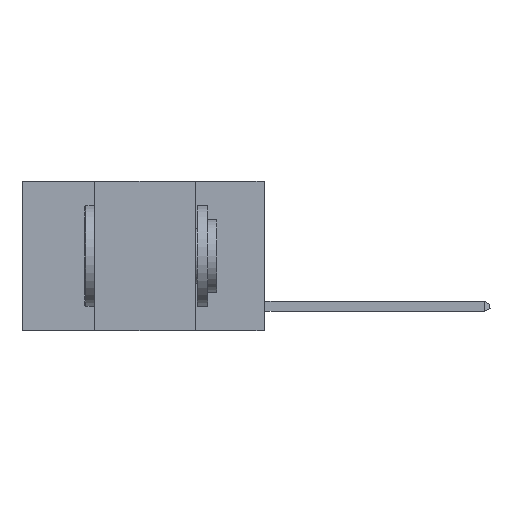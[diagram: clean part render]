
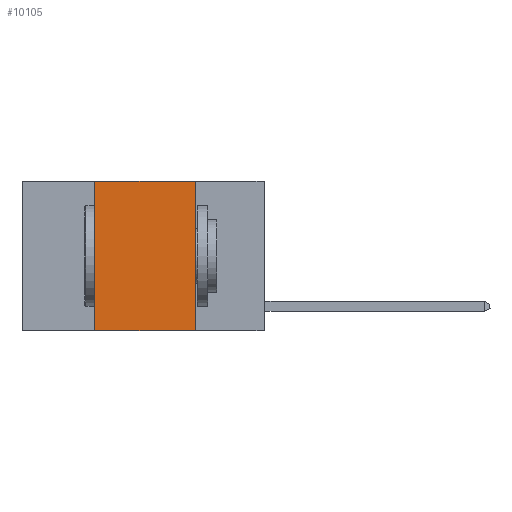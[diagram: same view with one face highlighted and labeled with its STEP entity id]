
A CAD part, left-side view. The second image highlights one B-rep face of the part: STEP entity #10105.
In plain terms, the highlighted planar face has unit normal (-1, 0, 0).
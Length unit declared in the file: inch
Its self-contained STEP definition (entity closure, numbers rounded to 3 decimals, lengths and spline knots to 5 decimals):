
#11 = LINE ( 'NONE', #19410, #22550 ) ;
#554 = LINE ( 'NONE', #11470, #17639 ) ;
#831 = DIRECTION ( 'NONE',  ( 1., 0., 0. ) ) ;
#1269 = EDGE_CURVE ( 'NONE', #10112, #5302, #11, .T. ) ;
#1874 = DIRECTION ( 'NONE',  ( 0., 0., -1. ) ) ;
#4529 = CARTESIAN_POINT ( 'NONE',  ( 0., 0.6, 0. ) ) ;
#5302 = VERTEX_POINT ( 'NONE', #21898 ) ;
#5830 = LINE ( 'NONE', #10792, #16752 ) ;
#7814 = DIRECTION ( 'NONE',  ( 0., -1., 0. ) ) ;
#8375 = CARTESIAN_POINT ( 'NONE',  ( 0., 0.6, 0. ) ) ;
#9897 = DIRECTION ( 'NONE',  ( 0., 0., -1. ) ) ;
#10105 = ADVANCED_FACE ( 'NONE', ( #20237 ), #17224, .F. ) ;
#10112 = VERTEX_POINT ( 'NONE', #20450 ) ;
#10343 = VERTEX_POINT ( 'NONE', #18207 ) ;
#10539 = VERTEX_POINT ( 'NONE', #12353 ) ;
#10755 = VECTOR ( 'NONE', #7814, 39.37008 ) ;
#10792 = CARTESIAN_POINT ( 'NONE',  ( 0., 0.6, -0.37 ) ) ;
#11470 = CARTESIAN_POINT ( 'NONE',  ( 0., 0.42, 0. ) ) ;
#11624 = LINE ( 'NONE', #4529, #10755 ) ;
#12353 = CARTESIAN_POINT ( 'NONE',  ( 0., 0.42, 0. ) ) ;
#12789 = ORIENTED_EDGE ( 'NONE', *, *, #18740, .T. ) ;
#14593 = ORIENTED_EDGE ( 'NONE', *, *, #22695, .F. ) ;
#15067 = EDGE_CURVE ( 'NONE', #10539, #10112, #11624, .T. ) ;
#16752 = VECTOR ( 'NONE', #17901, 39.37008 ) ;
#16963 = ORIENTED_EDGE ( 'NONE', *, *, #15067, .F. ) ;
#17224 = PLANE ( 'NONE',  #17606 ) ;
#17606 = AXIS2_PLACEMENT_3D ( 'NONE', #8375, #831, #9897 ) ;
#17639 = VECTOR ( 'NONE', #18551, 39.37008 ) ;
#17901 = DIRECTION ( 'NONE',  ( 0., -1., 0. ) ) ;
#18207 = CARTESIAN_POINT ( 'NONE',  ( 0., 0.42, -0.37 ) ) ;
#18551 = DIRECTION ( 'NONE',  ( 0., 0., 1. ) ) ;
#18740 = EDGE_CURVE ( 'NONE', #10343, #5302, #5830, .T. ) ;
#19344 = EDGE_LOOP ( 'NONE', ( #20371, #16963, #14593, #12789 ) ) ;
#19410 = CARTESIAN_POINT ( 'NONE',  ( 0., 0.17, 0. ) ) ;
#20237 = FACE_OUTER_BOUND ( 'NONE', #19344, .T. ) ;
#20371 = ORIENTED_EDGE ( 'NONE', *, *, #1269, .F. ) ;
#20450 = CARTESIAN_POINT ( 'NONE',  ( 0., 0.17, 0. ) ) ;
#21898 = CARTESIAN_POINT ( 'NONE',  ( 0., 0.17, -0.37 ) ) ;
#22550 = VECTOR ( 'NONE', #1874, 39.37008 ) ;
#22695 = EDGE_CURVE ( 'NONE', #10343, #10539, #554, .T. ) ;
